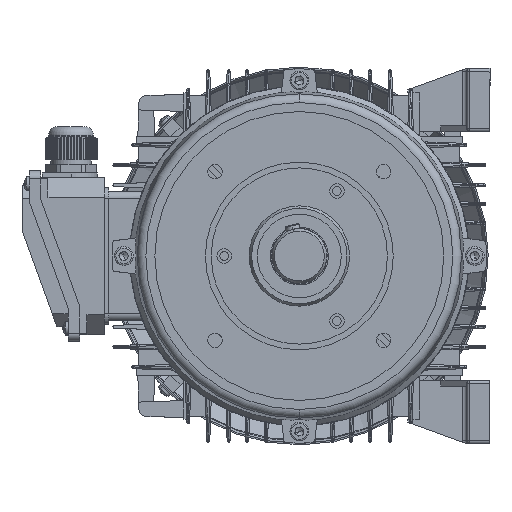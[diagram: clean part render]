
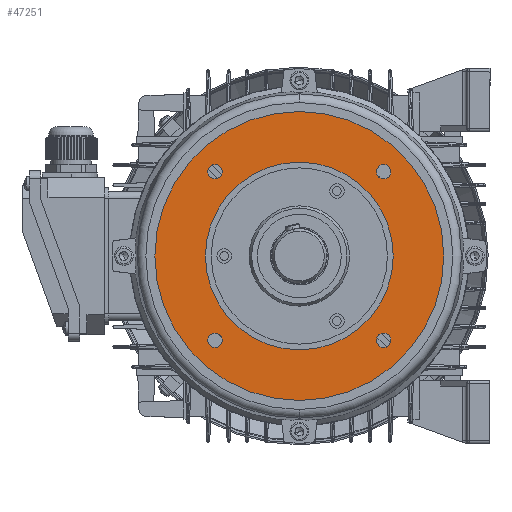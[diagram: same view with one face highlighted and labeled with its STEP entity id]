
A CAD part, left-side view. The second image highlights one B-rep face of the part: STEP entity #47251.
In plain terms, the highlighted planar face has unit normal (-1, 0, 0).
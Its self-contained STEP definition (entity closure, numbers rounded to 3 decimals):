
#43706 = EDGE_CURVE ( 'NONE', #43708, #43712, #138372, .T. ) ;
#43708 = VERTEX_POINT ( 'NONE', #138362 ) ;
#43712 = VERTEX_POINT ( 'NONE', #138361 ) ;
#43768 = EDGE_CURVE ( 'NONE', #43770, #43771, #138426, .T. ) ;
#43770 = VERTEX_POINT ( 'NONE', #138420 ) ;
#43771 = VERTEX_POINT ( 'NONE', #138419 ) ;
#43836 = EDGE_CURVE ( 'NONE', #43838, #43841, #138511, .T. ) ;
#43838 = VERTEX_POINT ( 'NONE', #138506 ) ;
#43841 = VERTEX_POINT ( 'NONE', #138562 ) ;
#43901 = EDGE_CURVE ( 'NONE', #43909, #43914, #138584, .T. ) ;
#43909 = VERTEX_POINT ( 'NONE', #138577 ) ;
#43914 = VERTEX_POINT ( 'NONE', #138572 ) ;
#45477 = VERTEX_POINT ( 'NONE', #140522 ) ;
#45481 = EDGE_CURVE ( 'NONE', #45569, #45477, #140521, .T. ) ;
#45569 = VERTEX_POINT ( 'NONE', #140663 ) ;
#45578 = EDGE_CURVE ( 'NONE', #45580, #45582, #140652, .T. ) ;
#45580 = VERTEX_POINT ( 'NONE', #140647 ) ;
#45582 = VERTEX_POINT ( 'NONE', #140646 ) ;
#47140 = EDGE_LOOP ( 'NONE', ( #47147, #47159 ) ) ;
#47147 = ORIENTED_EDGE ( 'NONE', *, *, #47150, .T. ) ;
#47150 = EDGE_CURVE ( 'NONE', #43771, #43770, #142865, .T. ) ;
#47159 = ORIENTED_EDGE ( 'NONE', *, *, #43768, .T. ) ;
#47161 = EDGE_LOOP ( 'NONE', ( #47162, #47218 ) ) ;
#47162 = ORIENTED_EDGE ( 'NONE', *, *, #47163, .T. ) ;
#47163 = EDGE_CURVE ( 'NONE', #43841, #43838, #142857, .T. ) ;
#47196 = EDGE_CURVE ( 'NONE', #45582, #45580, #142892, .T. ) ;
#47218 = ORIENTED_EDGE ( 'NONE', *, *, #43836, .T. ) ;
#47222 = EDGE_LOOP ( 'NONE', ( #47224, #47226 ) ) ;
#47224 = ORIENTED_EDGE ( 'NONE', *, *, #47225, .T. ) ;
#47225 = EDGE_CURVE ( 'NONE', #43914, #43909, #142944, .T. ) ;
#47226 = ORIENTED_EDGE ( 'NONE', *, *, #43901, .T. ) ;
#47228 = EDGE_LOOP ( 'NONE', ( #47231, #47232 ) ) ;
#47231 = ORIENTED_EDGE ( 'NONE', *, *, #45578, .F. ) ;
#47232 = ORIENTED_EDGE ( 'NONE', *, *, #47196, .F. ) ;
#47235 = EDGE_LOOP ( 'NONE', ( #47239, #47241 ) ) ;
#47239 = ORIENTED_EDGE ( 'NONE', *, *, #45481, .T. ) ;
#47241 = ORIENTED_EDGE ( 'NONE', *, *, #47242, .T. ) ;
#47242 = EDGE_CURVE ( 'NONE', #45477, #45569, #142930, .T. ) ;
#47251 = ADVANCED_FACE ( 'NONE', ( #142923, #142918, #142917, #142916, #142915, #142914 ), #142911, .F. ) ;
#47252 = EDGE_LOOP ( 'NONE', ( #47257, #47262 ) ) ;
#47257 = ORIENTED_EDGE ( 'NONE', *, *, #47258, .T. ) ;
#47258 = EDGE_CURVE ( 'NONE', #43712, #43708, #142912, .T. ) ;
#47262 = ORIENTED_EDGE ( 'NONE', *, *, #43706, .T. ) ;
#138361 = CARTESIAN_POINT ( 'NONE',  ( 3.5, -58.336, 53.336 ) ) ;
#138362 = CARTESIAN_POINT ( 'NONE',  ( 3.5, -58.336, 63.336 ) ) ;
#138363 = DIRECTION ( 'NONE',  ( 0., 0., -1. ) ) ;
#138364 = DIRECTION ( 'NONE',  ( 1., 0., 0. ) ) ;
#138365 = CARTESIAN_POINT ( 'NONE',  ( 3.5, -58.336, 58.336 ) ) ;
#138366 = AXIS2_PLACEMENT_3D ( 'NONE', #138365, #138364, #138363 ) ;
#138372 = CIRCLE ( 'NONE', #138366, 5. ) ;
#138419 = CARTESIAN_POINT ( 'NONE',  ( 3.5, -58.336, -63.336 ) ) ;
#138420 = CARTESIAN_POINT ( 'NONE',  ( 3.5, -58.336, -53.336 ) ) ;
#138422 = DIRECTION ( 'NONE',  ( 0., 0., -1. ) ) ;
#138423 = DIRECTION ( 'NONE',  ( 1., 0., 0. ) ) ;
#138424 = CARTESIAN_POINT ( 'NONE',  ( 3.5, -58.336, -58.336 ) ) ;
#138425 = AXIS2_PLACEMENT_3D ( 'NONE', #138424, #138423, #138422 ) ;
#138426 = CIRCLE ( 'NONE', #138425, 5. ) ;
#138506 = CARTESIAN_POINT ( 'NONE',  ( 3.5, 58.336, -53.336 ) ) ;
#138507 = DIRECTION ( 'NONE',  ( 0., 0., -1. ) ) ;
#138508 = DIRECTION ( 'NONE',  ( 1., 0., 0. ) ) ;
#138509 = CARTESIAN_POINT ( 'NONE',  ( 3.5, 58.336, -58.336 ) ) ;
#138510 = AXIS2_PLACEMENT_3D ( 'NONE', #138509, #138508, #138507 ) ;
#138511 = CIRCLE ( 'NONE', #138510, 5. ) ;
#138562 = CARTESIAN_POINT ( 'NONE',  ( 3.5, 58.336, -63.336 ) ) ;
#138572 = CARTESIAN_POINT ( 'NONE',  ( 3.5, 58.336, 53.336 ) ) ;
#138577 = CARTESIAN_POINT ( 'NONE',  ( 3.5, 58.336, 63.336 ) ) ;
#138580 = DIRECTION ( 'NONE',  ( 0., 0., -1. ) ) ;
#138581 = DIRECTION ( 'NONE',  ( 1., 0., 0. ) ) ;
#138582 = CARTESIAN_POINT ( 'NONE',  ( 3.5, 58.336, 58.336 ) ) ;
#138583 = AXIS2_PLACEMENT_3D ( 'NONE', #138582, #138581, #138580 ) ;
#138584 = CIRCLE ( 'NONE', #138583, 5. ) ;
#140517 = DIRECTION ( 'NONE',  ( 0., 0., 1. ) ) ;
#140518 = DIRECTION ( 'NONE',  ( -1., 0., 0. ) ) ;
#140519 = CARTESIAN_POINT ( 'NONE',  ( 3.5, 0., 0. ) ) ;
#140520 = AXIS2_PLACEMENT_3D ( 'NONE', #140519, #140518, #140517 ) ;
#140521 = CIRCLE ( 'NONE', #140520, 100. ) ;
#140522 = CARTESIAN_POINT ( 'NONE',  ( 3.5, 0., -100. ) ) ;
#140646 = CARTESIAN_POINT ( 'NONE',  ( 3.5, 0., -65. ) ) ;
#140647 = CARTESIAN_POINT ( 'NONE',  ( 3.5, 0., 65. ) ) ;
#140648 = DIRECTION ( 'NONE',  ( 0., 0., 1. ) ) ;
#140649 = DIRECTION ( 'NONE',  ( -1., 0., 0. ) ) ;
#140650 = CARTESIAN_POINT ( 'NONE',  ( 3.5, 0., 0. ) ) ;
#140651 = AXIS2_PLACEMENT_3D ( 'NONE', #140650, #140649, #140648 ) ;
#140652 = CIRCLE ( 'NONE', #140651, 65. ) ;
#140663 = CARTESIAN_POINT ( 'NONE',  ( 3.5, 0., 100. ) ) ;
#142850 = DIRECTION ( 'NONE',  ( 0., 0., -1. ) ) ;
#142851 = DIRECTION ( 'NONE',  ( 1., 0., 0. ) ) ;
#142852 = CARTESIAN_POINT ( 'NONE',  ( 3.5, 58.336, -58.336 ) ) ;
#142853 = AXIS2_PLACEMENT_3D ( 'NONE', #142852, #142851, #142850 ) ;
#142857 = CIRCLE ( 'NONE', #142853, 5. ) ;
#142861 = DIRECTION ( 'NONE',  ( 0., 0., -1. ) ) ;
#142862 = DIRECTION ( 'NONE',  ( 1., 0., 0. ) ) ;
#142863 = CARTESIAN_POINT ( 'NONE',  ( 3.5, -58.336, -58.336 ) ) ;
#142864 = AXIS2_PLACEMENT_3D ( 'NONE', #142863, #142862, #142861 ) ;
#142865 = CIRCLE ( 'NONE', #142864, 5. ) ;
#142883 = CARTESIAN_POINT ( 'NONE',  ( 3.5, 58.336, 58.336 ) ) ;
#142888 = DIRECTION ( 'NONE',  ( 0., 0., 1. ) ) ;
#142889 = DIRECTION ( 'NONE',  ( -1., 0., 0. ) ) ;
#142890 = CARTESIAN_POINT ( 'NONE',  ( 3.5, 0., 0. ) ) ;
#142891 = AXIS2_PLACEMENT_3D ( 'NONE', #142890, #142889, #142888 ) ;
#142892 = CIRCLE ( 'NONE', #142891, 65. ) ;
#142911 = PLANE ( 'NONE',  #142913 ) ;
#142912 = CIRCLE ( 'NONE', #142971, 5. ) ;
#142913 = AXIS2_PLACEMENT_3D ( 'NONE', #142974, #142973, #142972 ) ;
#142914 = FACE_OUTER_BOUND ( 'NONE', #47235, .T. ) ;
#142915 = FACE_BOUND ( 'NONE', #47228, .T. ) ;
#142916 = FACE_BOUND ( 'NONE', #47222, .T. ) ;
#142917 = FACE_BOUND ( 'NONE', #47161, .T. ) ;
#142918 = FACE_BOUND ( 'NONE', #47140, .T. ) ;
#142923 = FACE_BOUND ( 'NONE', #47252, .T. ) ;
#142926 = DIRECTION ( 'NONE',  ( 0., 0., 1. ) ) ;
#142927 = DIRECTION ( 'NONE',  ( -1., 0., 0. ) ) ;
#142928 = CARTESIAN_POINT ( 'NONE',  ( 3.5, 0., 0. ) ) ;
#142929 = AXIS2_PLACEMENT_3D ( 'NONE', #142928, #142927, #142926 ) ;
#142930 = CIRCLE ( 'NONE', #142929, 100. ) ;
#142941 = DIRECTION ( 'NONE',  ( 0., 0., -1. ) ) ;
#142942 = DIRECTION ( 'NONE',  ( 1., 0., 0. ) ) ;
#142943 = AXIS2_PLACEMENT_3D ( 'NONE', #142883, #142942, #142941 ) ;
#142944 = CIRCLE ( 'NONE', #142943, 5. ) ;
#142968 = DIRECTION ( 'NONE',  ( 0., 0., -1. ) ) ;
#142969 = DIRECTION ( 'NONE',  ( 1., 0., 0. ) ) ;
#142970 = CARTESIAN_POINT ( 'NONE',  ( 3.5, -58.336, 58.336 ) ) ;
#142971 = AXIS2_PLACEMENT_3D ( 'NONE', #142970, #142969, #142968 ) ;
#142972 = DIRECTION ( 'NONE',  ( 0., 0., -1. ) ) ;
#142973 = DIRECTION ( 'NONE',  ( 1., 0., 0. ) ) ;
#142974 = CARTESIAN_POINT ( 'NONE',  ( 3.5, 65., 0. ) ) ;
